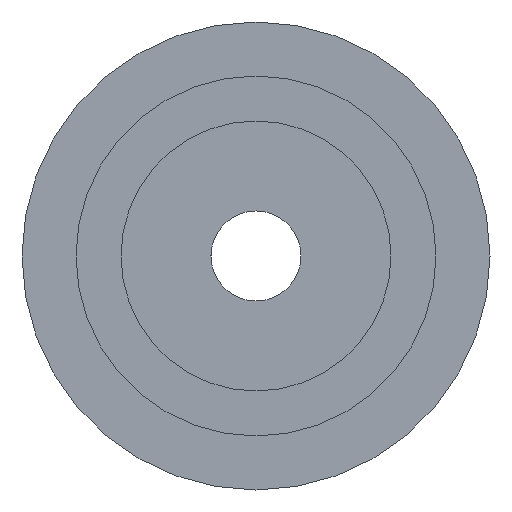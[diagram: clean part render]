
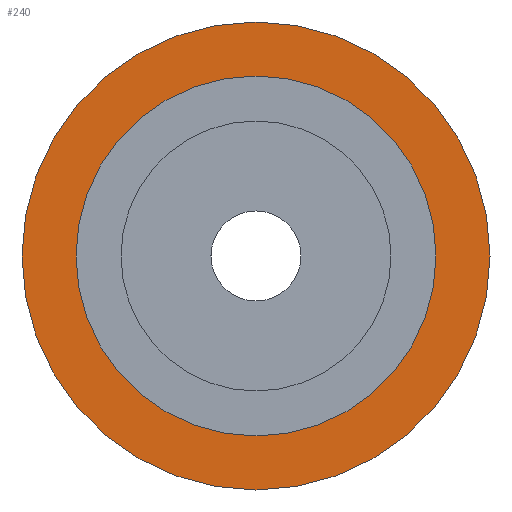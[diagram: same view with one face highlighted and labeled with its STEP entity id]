
A CAD part, left-side view. The second image highlights one B-rep face of the part: STEP entity #240.
In plain terms, the highlighted planar face has unit normal (-1, 0, 0).
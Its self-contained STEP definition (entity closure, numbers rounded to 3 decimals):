
#18 = CIRCLE ( 'NONE', #609, 26. ) ;
#39 = DIRECTION ( 'NONE',  ( 0., 0., 1. ) ) ;
#40 = ORIENTED_EDGE ( 'NONE', *, *, #599, .F. ) ;
#42 = CARTESIAN_POINT ( 'NONE',  ( 45.755, 0., 0. ) ) ;
#43 = CARTESIAN_POINT ( 'NONE',  ( 45.755, 0., 0. ) ) ;
#73 = ORIENTED_EDGE ( 'NONE', *, *, #100, .T. ) ;
#74 = DIRECTION ( 'NONE',  ( -1., 0., 0. ) ) ;
#82 = CARTESIAN_POINT ( 'NONE',  ( 45.755, 0., 26. ) ) ;
#96 = DIRECTION ( 'NONE',  ( 0., 0., -1. ) ) ;
#100 = EDGE_CURVE ( 'NONE', #648, #101, #18, .T. ) ;
#101 = VERTEX_POINT ( 'NONE', #378 ) ;
#115 = EDGE_CURVE ( 'NONE', #460, #497, #556, .T. ) ;
#117 = CARTESIAN_POINT ( 'NONE',  ( 45.755, 0., -20. ) ) ;
#137 = EDGE_LOOP ( 'NONE', ( #73, #425 ) ) ;
#154 = AXIS2_PLACEMENT_3D ( 'NONE', #43, #444, #499 ) ;
#208 = DIRECTION ( 'NONE',  ( 0., 0., 1. ) ) ;
#214 = EDGE_LOOP ( 'NONE', ( #619, #40 ) ) ;
#222 = AXIS2_PLACEMENT_3D ( 'NONE', #649, #345, #96 ) ;
#231 = PLANE ( 'NONE',  #222 ) ;
#240 = ADVANCED_FACE ( 'NONE', ( #274, #291 ), #231, .F. ) ;
#274 = FACE_BOUND ( 'NONE', #214, .T. ) ;
#291 = FACE_OUTER_BOUND ( 'NONE', #137, .T. ) ;
#345 = DIRECTION ( 'NONE',  ( 1., 0., 0. ) ) ;
#352 = EDGE_CURVE ( 'NONE', #101, #648, #387, .T. ) ;
#358 = CARTESIAN_POINT ( 'NONE',  ( 45.755, 0., 0. ) ) ;
#361 = CARTESIAN_POINT ( 'NONE',  ( 45.755, 0., 20. ) ) ;
#378 = CARTESIAN_POINT ( 'NONE',  ( 45.755, 0., -26. ) ) ;
#387 = CIRCLE ( 'NONE', #467, 26. ) ;
#425 = ORIENTED_EDGE ( 'NONE', *, *, #352, .T. ) ;
#444 = DIRECTION ( 'NONE',  ( -1., 0., 0. ) ) ;
#460 = VERTEX_POINT ( 'NONE', #361 ) ;
#467 = AXIS2_PLACEMENT_3D ( 'NONE', #358, #510, #208 ) ;
#480 = DIRECTION ( 'NONE',  ( 0., 0., 1. ) ) ;
#495 = DIRECTION ( 'NONE',  ( -1., 0., 0. ) ) ;
#497 = VERTEX_POINT ( 'NONE', #117 ) ;
#499 = DIRECTION ( 'NONE',  ( 0., 0., 1. ) ) ;
#510 = DIRECTION ( 'NONE',  ( -1., 0., 0. ) ) ;
#556 = CIRCLE ( 'NONE', #154, 20. ) ;
#574 = CARTESIAN_POINT ( 'NONE',  ( 45.755, 0., 0. ) ) ;
#596 = CIRCLE ( 'NONE', #643, 20. ) ;
#599 = EDGE_CURVE ( 'NONE', #497, #460, #596, .T. ) ;
#609 = AXIS2_PLACEMENT_3D ( 'NONE', #42, #495, #39 ) ;
#619 = ORIENTED_EDGE ( 'NONE', *, *, #115, .F. ) ;
#643 = AXIS2_PLACEMENT_3D ( 'NONE', #574, #74, #480 ) ;
#648 = VERTEX_POINT ( 'NONE', #82 ) ;
#649 = CARTESIAN_POINT ( 'NONE',  ( 45.755, 26., 0. ) ) ;
